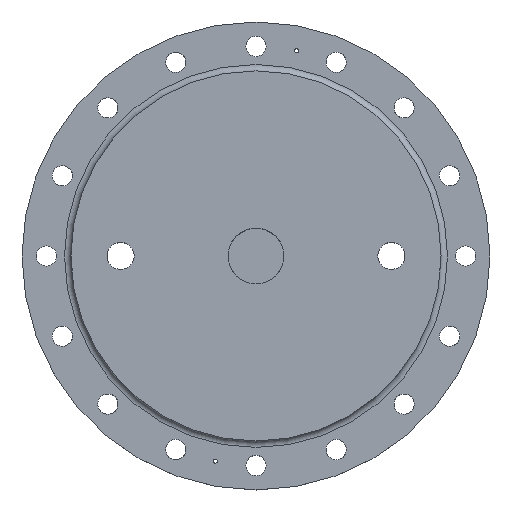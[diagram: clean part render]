
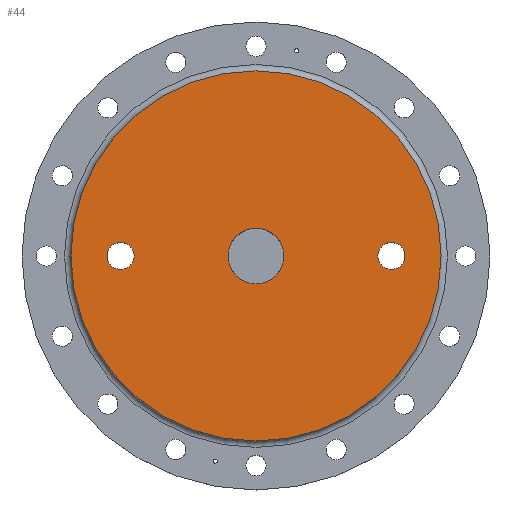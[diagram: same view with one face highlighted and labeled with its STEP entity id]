
A CAD part, top view. The second image highlights one B-rep face of the part: STEP entity #44.
In plain terms, the highlighted planar face has unit normal (0, 0, 1).
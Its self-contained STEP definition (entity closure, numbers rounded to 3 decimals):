
#39=PLANE('',#1753);
#44=ADVANCED_FACE('',(#330,#331,#332,#333),#39,.F.);
#218=CIRCLE('',#1747,13.105);
#220=CIRCLE('',#1750,6.35);
#221=CIRCLE('',#1751,6.35);
#222=CIRCLE('',#1752,87.);
#330=FACE_BOUND('',#668,.T.);
#331=FACE_BOUND('',#669,.T.);
#332=FACE_BOUND('',#670,.T.);
#333=FACE_BOUND('',#671,.T.);
#668=EDGE_LOOP('',(#1008));
#669=EDGE_LOOP('',(#1009));
#670=EDGE_LOOP('',(#1010));
#671=EDGE_LOOP('',(#1011));
#1008=ORIENTED_EDGE('',*,*,#1518,.T.);
#1009=ORIENTED_EDGE('',*,*,#1519,.T.);
#1010=ORIENTED_EDGE('',*,*,#1520,.F.);
#1011=ORIENTED_EDGE('',*,*,#1516,.F.);
#1346=VERTEX_POINT('',#5714);
#1348=VERTEX_POINT('',#5719);
#1349=VERTEX_POINT('',#5721);
#1350=VERTEX_POINT('',#5723);
#1516=EDGE_CURVE('',#1346,#1346,#218,.T.);
#1518=EDGE_CURVE('',#1348,#1348,#220,.T.);
#1519=EDGE_CURVE('',#1349,#1349,#221,.T.);
#1520=EDGE_CURVE('',#1350,#1350,#222,.T.);
#1747=AXIS2_PLACEMENT_3D('',#5713,#1890,#1891);
#1750=AXIS2_PLACEMENT_3D('',#5718,#1896,#1897);
#1751=AXIS2_PLACEMENT_3D('',#5720,#1898,#1899);
#1752=AXIS2_PLACEMENT_3D('',#5722,#1900,#1901);
#1753=AXIS2_PLACEMENT_3D('',#5724,#1902,#1903);
#1890=DIRECTION('',(0.,0.,1.));
#1891=DIRECTION('',(-1.,0.,0.));
#1896=DIRECTION('',(0.,0.,-1.));
#1897=DIRECTION('',(1.,0.,0.));
#1898=DIRECTION('',(0.,0.,-1.));
#1899=DIRECTION('',(-1.,0.,0.));
#1900=DIRECTION('',(0.,0.,-1.));
#1901=DIRECTION('',(-1.,0.,0.));
#1902=DIRECTION('',(0.,0.,-1.));
#1903=DIRECTION('',(-1.,0.,0.));
#5713=CARTESIAN_POINT('',(0.,0.,21.));
#5714=CARTESIAN_POINT('',(-13.105,0.,21.));
#5718=CARTESIAN_POINT('',(-63.65,0.,21.));
#5719=CARTESIAN_POINT('',(-57.3,0.,21.));
#5720=CARTESIAN_POINT('',(63.65,0.,21.));
#5721=CARTESIAN_POINT('',(57.3,0.,21.));
#5722=CARTESIAN_POINT('',(0.,0.,21.));
#5723=CARTESIAN_POINT('',(-87.,0.,21.));
#5724=CARTESIAN_POINT('',(13.105,0.,21.));
